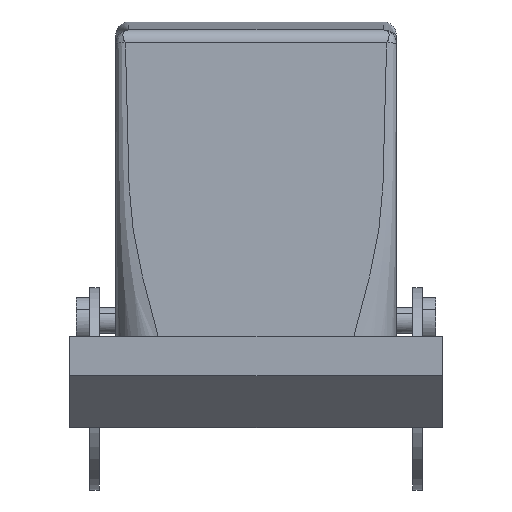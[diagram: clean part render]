
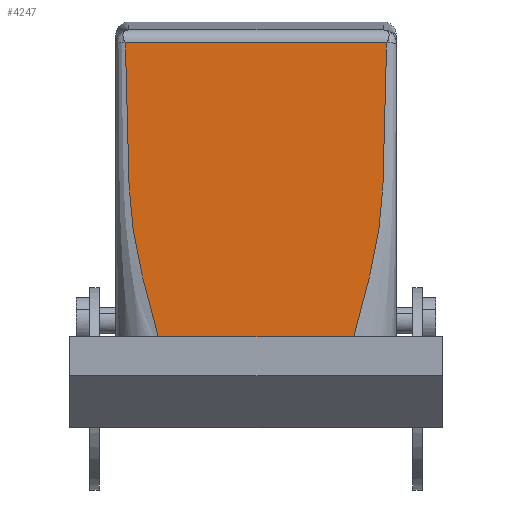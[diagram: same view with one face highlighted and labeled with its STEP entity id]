
A CAD part, front view. The second image highlights one B-rep face of the part: STEP entity #4247.
In plain terms, the highlighted planar face has unit normal (0, -1, 0.013).
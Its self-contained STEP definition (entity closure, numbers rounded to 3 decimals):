
#4237=AXIS2_PLACEMENT_3D('Plane Axis2P3D',#4234,#4235,#4236) ;
#2389=CARTESIAN_POINT('Vertex',(14.5,18.,19.8)) ;
#2433=CARTESIAN_POINT('Vertex',(42.5,18.,19.8)) ;
#2436=CARTESIAN_POINT('Line Origine',(28.5,18.,19.8)) ;
#2715=CARTESIAN_POINT('Line Origine',(17.75,18.638,68.521)) ;
#2719=CARTESIAN_POINT('Vertex',(8.5,18.638,68.521)) ;
#2721=CARTESIAN_POINT('Vertex',(48.5,18.638,68.521)) ;
#2817=CARTESIAN_POINT('Control Point',(48.5,18.638,68.521)) ;
#2818=CARTESIAN_POINT('Control Point',(48.501,18.638,68.51)) ;
#2819=CARTESIAN_POINT('Control Point',(48.502,18.638,68.499)) ;
#2820=CARTESIAN_POINT('Control Point',(48.502,18.637,68.488)) ;
#2821=CARTESIAN_POINT('Control Point',(48.502,18.637,68.478)) ;
#2822=CARTESIAN_POINT('Control Point',(48.501,18.637,68.467)) ;
#2823=CARTESIAN_POINT('Vertex',(48.501,18.637,68.467)) ;
#3194=CARTESIAN_POINT('Control Point',(48.501,18.637,68.467)) ;
#3195=CARTESIAN_POINT('Control Point',(48.501,18.637,68.45)) ;
#3196=CARTESIAN_POINT('Control Point',(48.501,18.637,68.433)) ;
#3197=CARTESIAN_POINT('Control Point',(48.501,18.636,68.416)) ;
#3198=CARTESIAN_POINT('Control Point',(48.5,18.635,68.318)) ;
#3199=CARTESIAN_POINT('Control Point',(48.499,18.634,68.219)) ;
#3200=CARTESIAN_POINT('Control Point',(48.498,18.631,68.024)) ;
#3201=CARTESIAN_POINT('Control Point',(48.496,18.629,67.838)) ;
#3202=CARTESIAN_POINT('Control Point',(48.494,18.626,67.652)) ;
#3203=CARTESIAN_POINT('Control Point',(48.493,18.625,67.548)) ;
#3204=CARTESIAN_POINT('Control Point',(48.49,18.621,67.234)) ;
#3205=CARTESIAN_POINT('Control Point',(48.487,18.617,66.921)) ;
#3206=CARTESIAN_POINT('Control Point',(48.484,18.614,66.712)) ;
#3207=CARTESIAN_POINT('Control Point',(48.477,18.606,66.086)) ;
#3208=CARTESIAN_POINT('Control Point',(48.469,18.598,65.46)) ;
#3209=CARTESIAN_POINT('Control Point',(48.464,18.592,65.042)) ;
#3210=CARTESIAN_POINT('Control Point',(48.446,18.576,63.79)) ;
#3211=CARTESIAN_POINT('Control Point',(48.425,18.559,62.538)) ;
#3212=CARTESIAN_POINT('Control Point',(48.409,18.549,61.703)) ;
#3213=CARTESIAN_POINT('Control Point',(48.358,18.516,59.201)) ;
#3214=CARTESIAN_POINT('Control Point',(48.295,18.483,56.7)) ;
#3215=CARTESIAN_POINT('Control Point',(48.249,18.461,55.033)) ;
#3216=CARTESIAN_POINT('Control Point',(48.178,18.429,52.6)) ;
#3217=CARTESIAN_POINT('Control Point',(48.094,18.398,50.169)) ;
#3218=CARTESIAN_POINT('Control Point',(48.066,18.388,49.403)) ;
#3219=CARTESIAN_POINT('Control Point',(48.005,18.367,47.871)) ;
#3220=CARTESIAN_POINT('Control Point',(47.933,18.347,46.338)) ;
#3221=CARTESIAN_POINT('Control Point',(47.892,18.337,45.581)) ;
#3222=CARTESIAN_POINT('Control Point',(47.75,18.309,43.441)) ;
#3223=CARTESIAN_POINT('Control Point',(47.53,18.282,41.305)) ;
#3224=CARTESIAN_POINT('Control Point',(47.348,18.264,39.936)) ;
#3225=CARTESIAN_POINT('Control Point',(46.905,18.228,37.206)) ;
#3226=CARTESIAN_POINT('Control Point',(46.324,18.192,34.494)) ;
#3227=CARTESIAN_POINT('Control Point',(46.005,18.175,33.142)) ;
#3228=CARTESIAN_POINT('Control Point',(45.129,18.129,29.66)) ;
#3229=CARTESIAN_POINT('Control Point',(44.174,18.084,26.193)) ;
#3230=CARTESIAN_POINT('Control Point',(43.59,18.056,24.066)) ;
#3231=CARTESIAN_POINT('Control Point',(43.036,18.028,21.934)) ;
#3232=CARTESIAN_POINT('Control Point',(42.5,18.,19.8)) ;
#3900=CARTESIAN_POINT('Control Point',(8.499,18.637,68.467)) ;
#3901=CARTESIAN_POINT('Control Point',(8.499,18.637,68.45)) ;
#3902=CARTESIAN_POINT('Control Point',(8.499,18.637,68.433)) ;
#3903=CARTESIAN_POINT('Control Point',(8.499,18.636,68.416)) ;
#3904=CARTESIAN_POINT('Control Point',(8.5,18.635,68.318)) ;
#3905=CARTESIAN_POINT('Control Point',(8.501,18.634,68.219)) ;
#3906=CARTESIAN_POINT('Control Point',(8.502,18.631,68.024)) ;
#3907=CARTESIAN_POINT('Control Point',(8.504,18.629,67.838)) ;
#3908=CARTESIAN_POINT('Control Point',(8.506,18.626,67.652)) ;
#3909=CARTESIAN_POINT('Control Point',(8.507,18.625,67.548)) ;
#3910=CARTESIAN_POINT('Control Point',(8.51,18.621,67.234)) ;
#3911=CARTESIAN_POINT('Control Point',(8.513,18.617,66.921)) ;
#3912=CARTESIAN_POINT('Control Point',(8.516,18.614,66.712)) ;
#3913=CARTESIAN_POINT('Control Point',(8.523,18.606,66.086)) ;
#3914=CARTESIAN_POINT('Control Point',(8.531,18.598,65.46)) ;
#3915=CARTESIAN_POINT('Control Point',(8.536,18.592,65.042)) ;
#3916=CARTESIAN_POINT('Control Point',(8.554,18.576,63.79)) ;
#3917=CARTESIAN_POINT('Control Point',(8.575,18.559,62.538)) ;
#3918=CARTESIAN_POINT('Control Point',(8.591,18.549,61.703)) ;
#3919=CARTESIAN_POINT('Control Point',(8.642,18.516,59.201)) ;
#3920=CARTESIAN_POINT('Control Point',(8.705,18.483,56.7)) ;
#3921=CARTESIAN_POINT('Control Point',(8.751,18.461,55.033)) ;
#3922=CARTESIAN_POINT('Control Point',(8.822,18.429,52.6)) ;
#3923=CARTESIAN_POINT('Control Point',(8.906,18.398,50.169)) ;
#3924=CARTESIAN_POINT('Control Point',(8.934,18.388,49.403)) ;
#3925=CARTESIAN_POINT('Control Point',(8.995,18.367,47.871)) ;
#3926=CARTESIAN_POINT('Control Point',(9.067,18.347,46.338)) ;
#3927=CARTESIAN_POINT('Control Point',(9.108,18.337,45.581)) ;
#3928=CARTESIAN_POINT('Control Point',(9.25,18.309,43.441)) ;
#3929=CARTESIAN_POINT('Control Point',(9.47,18.282,41.305)) ;
#3930=CARTESIAN_POINT('Control Point',(9.652,18.264,39.936)) ;
#3931=CARTESIAN_POINT('Control Point',(10.095,18.228,37.206)) ;
#3932=CARTESIAN_POINT('Control Point',(10.676,18.192,34.494)) ;
#3933=CARTESIAN_POINT('Control Point',(10.995,18.175,33.142)) ;
#3934=CARTESIAN_POINT('Control Point',(11.871,18.129,29.66)) ;
#3935=CARTESIAN_POINT('Control Point',(12.826,18.084,26.193)) ;
#3936=CARTESIAN_POINT('Control Point',(13.41,18.056,24.066)) ;
#3937=CARTESIAN_POINT('Control Point',(13.964,18.028,21.934)) ;
#3938=CARTESIAN_POINT('Control Point',(14.5,18.,19.8)) ;
#3939=CARTESIAN_POINT('Vertex',(8.499,18.637,68.467)) ;
#4124=CARTESIAN_POINT('Control Point',(8.5,18.638,68.521)) ;
#4125=CARTESIAN_POINT('Control Point',(8.499,18.638,68.51)) ;
#4126=CARTESIAN_POINT('Control Point',(8.498,18.638,68.499)) ;
#4127=CARTESIAN_POINT('Control Point',(8.498,18.637,68.488)) ;
#4128=CARTESIAN_POINT('Control Point',(8.498,18.637,68.478)) ;
#4129=CARTESIAN_POINT('Control Point',(8.499,18.637,68.467)) ;
#4234=CARTESIAN_POINT('Axis2P3D Location',(28.5,19.046,99.715)) ;
#2437=DIRECTION('Vector Direction',(-1.,0.,0.)) ;
#2716=DIRECTION('Vector Direction',(1.,0.,0.)) ;
#4235=DIRECTION('Axis2P3D Direction',(0.,-1.,0.013)) ;
#4236=DIRECTION('Axis2P3D XDirection',(-1.,0.,0.)) ;
#2438=VECTOR('Line Direction',#2437,1.) ;
#2717=VECTOR('Line Direction',#2716,1.) ;
#4240=ORIENTED_EDGE('',*,*,#2440,.T.) ;
#4241=ORIENTED_EDGE('',*,*,#3233,.T.) ;
#4242=ORIENTED_EDGE('',*,*,#2825,.T.) ;
#4243=ORIENTED_EDGE('',*,*,#2723,.F.) ;
#4244=ORIENTED_EDGE('',*,*,#4130,.F.) ;
#4245=ORIENTED_EDGE('',*,*,#3941,.F.) ;
#4247=ADVANCED_FACE('Hauptk\X2\00F6\X0\rper',(#4246),#4238,.T.) ;
#2816=B_SPLINE_CURVE_WITH_KNOTS('',5,(#2817,#2818,#2819,#2820,#2821,#2822),.UNSPECIFIED.,.F.,.U.,(6,6),(122.51,122.656),.UNSPECIFIED.) ;
#3193=B_SPLINE_CURVE_WITH_KNOTS('',5,(#3194,#3195,#3196,#3197,#3198,#3199,#3200,#3201,#3202,#3203,#3204,#3205,#3206,#3207,#3208,#3209,#3210,#3211,#3212,#3213,#3214,#3215,#3216,#3217,#3218,#3219,#3220,#3221,#3222,#3223,#3224,#3225,#3226,#3227,#3228,#3229,#3230,#3231,#3232),.UNSPECIFIED.,.F.,.U.,(6,3,3,3,3,3,3,3,3,3,3,3,6),(5.137,5.221,5.629,6.151,7.194,9.28,13.453,21.791,25.623,29.465,36.352,43.24,54.164),.UNSPECIFIED.) ;
#3899=B_SPLINE_CURVE_WITH_KNOTS('',5,(#3900,#3901,#3902,#3903,#3904,#3905,#3906,#3907,#3908,#3909,#3910,#3911,#3912,#3913,#3914,#3915,#3916,#3917,#3918,#3919,#3920,#3921,#3922,#3923,#3924,#3925,#3926,#3927,#3928,#3929,#3930,#3931,#3932,#3933,#3934,#3935,#3936,#3937,#3938),.UNSPECIFIED.,.F.,.U.,(6,3,3,3,3,3,3,3,3,3,3,3,6),(5.137,5.221,5.629,6.151,7.194,9.28,13.453,21.791,25.623,29.465,36.352,43.24,54.164),.UNSPECIFIED.) ;
#4123=B_SPLINE_CURVE_WITH_KNOTS('',5,(#4124,#4125,#4126,#4127,#4128,#4129),.UNSPECIFIED.,.F.,.U.,(6,6),(122.51,122.656),.UNSPECIFIED.) ;
#2440=EDGE_CURVE('',#2390,#2434,#2439,.F.) ;
#2723=EDGE_CURVE('',#2720,#2722,#2718,.T.) ;
#2825=EDGE_CURVE('',#2824,#2722,#2816,.F.) ;
#3233=EDGE_CURVE('',#2434,#2824,#3193,.F.) ;
#3941=EDGE_CURVE('',#2390,#3940,#3899,.F.) ;
#4130=EDGE_CURVE('',#3940,#2720,#4123,.F.) ;
#4239=EDGE_LOOP('',(#4240,#4241,#4242,#4243,#4244,#4245)) ;
#4246=FACE_OUTER_BOUND('',#4239,.T.) ;
#2439=LINE('Line',#2436,#2438) ;
#2718=LINE('Line',#2715,#2717) ;
#4238=PLANE('',#4237) ;
#2390=VERTEX_POINT('',#2389) ;
#2434=VERTEX_POINT('',#2433) ;
#2720=VERTEX_POINT('',#2719) ;
#2722=VERTEX_POINT('',#2721) ;
#2824=VERTEX_POINT('',#2823) ;
#3940=VERTEX_POINT('',#3939) ;
